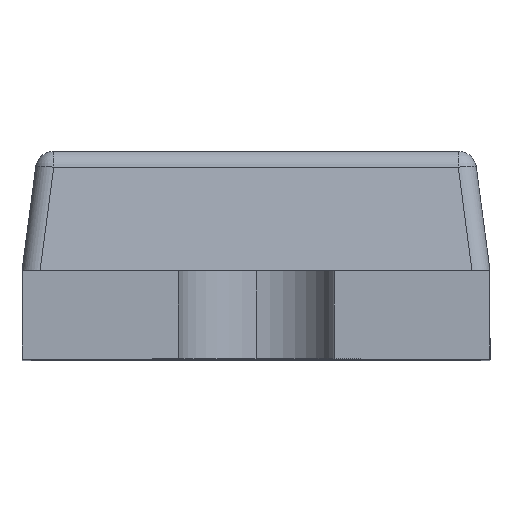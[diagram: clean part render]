
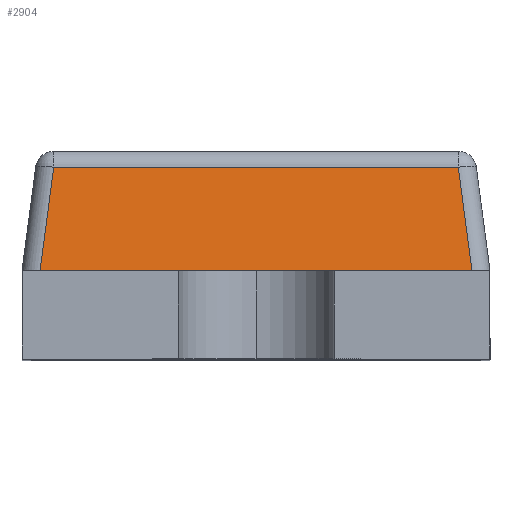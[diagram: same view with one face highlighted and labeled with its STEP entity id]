
A CAD part, top view. The second image highlights one B-rep face of the part: STEP entity #2904.
In plain terms, the highlighted planar face has unit normal (0, 0.131, 0.991).
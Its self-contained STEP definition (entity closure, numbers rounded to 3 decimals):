
#190 = DIRECTION ( 'NONE',  ( -0.129, -0.983, 0.129 ) ) ;
#265 = VECTOR ( 'NONE', #904, 1000. ) ;
#331 = ORIENTED_EDGE ( 'NONE', *, *, #2202, .T. ) ;
#393 = CARTESIAN_POINT ( 'NONE',  ( 0.45, 0.17, 0.547 ) ) ;
#397 = CARTESIAN_POINT ( 'NONE',  ( -0.42, 0.37, 0.521 ) ) ;
#456 = ORIENTED_EDGE ( 'NONE', *, *, #3229, .T. ) ;
#601 = VECTOR ( 'NONE', #2304, 1000. ) ;
#661 = EDGE_CURVE ( 'NONE', #3727, #3707, #3562, .T. ) ;
#716 = DIRECTION ( 'NONE',  ( 0., 0.131, 0.991 ) ) ;
#718 = CARTESIAN_POINT ( 'NONE',  ( 0.389, 0.37, 0.521 ) ) ;
#803 = ORIENTED_EDGE ( 'NONE', *, *, #1965, .T. ) ;
#901 = VERTEX_POINT ( 'NONE', #2540 ) ;
#904 = DIRECTION ( 'NONE',  ( -0.129, 0.983, -0.129 ) ) ;
#1038 = EDGE_LOOP ( 'NONE', ( #331, #803, #3735, #456 ) ) ;
#1074 = CARTESIAN_POINT ( 'NONE',  ( -0.415, 0.17, 0.547 ) ) ;
#1448 = LINE ( 'NONE', #1677, #601 ) ;
#1488 = CARTESIAN_POINT ( 'NONE',  ( -0.401, 0.28, 0.533 ) ) ;
#1644 = VECTOR ( 'NONE', #190, 1000. ) ;
#1677 = CARTESIAN_POINT ( 'NONE',  ( 0.45, 0.17, 0.547 ) ) ;
#1816 = AXIS2_PLACEMENT_3D ( 'NONE', #393, #716, #3227 ) ;
#1911 = LINE ( 'NONE', #3383, #265 ) ;
#1965 = EDGE_CURVE ( 'NONE', #901, #3727, #1911, .T. ) ;
#2202 = EDGE_CURVE ( 'NONE', #2320, #901, #1448, .T. ) ;
#2304 = DIRECTION ( 'NONE',  ( 1., 0., 0. ) ) ;
#2320 = VERTEX_POINT ( 'NONE', #1074 ) ;
#2540 = CARTESIAN_POINT ( 'NONE',  ( 0.415, 0.17, 0.547 ) ) ;
#2842 = LINE ( 'NONE', #1488, #1644 ) ;
#2904 = ADVANCED_FACE ( 'NONE', ( #3991 ), #3215, .T. ) ;
#2912 = DIRECTION ( 'NONE',  ( -1., 0., 0. ) ) ;
#2921 = CARTESIAN_POINT ( 'NONE',  ( -0.389, 0.37, 0.521 ) ) ;
#2978 = VECTOR ( 'NONE', #2912, 1000. ) ;
#3215 = PLANE ( 'NONE',  #1816 ) ;
#3227 = DIRECTION ( 'NONE',  ( 0., -0.991, 0.131 ) ) ;
#3229 = EDGE_CURVE ( 'NONE', #3707, #2320, #2842, .T. ) ;
#3383 = CARTESIAN_POINT ( 'NONE',  ( 0.416, 0.166, 0.548 ) ) ;
#3562 = LINE ( 'NONE', #397, #2978 ) ;
#3707 = VERTEX_POINT ( 'NONE', #2921 ) ;
#3727 = VERTEX_POINT ( 'NONE', #718 ) ;
#3735 = ORIENTED_EDGE ( 'NONE', *, *, #661, .T. ) ;
#3991 = FACE_OUTER_BOUND ( 'NONE', #1038, .T. ) ;
